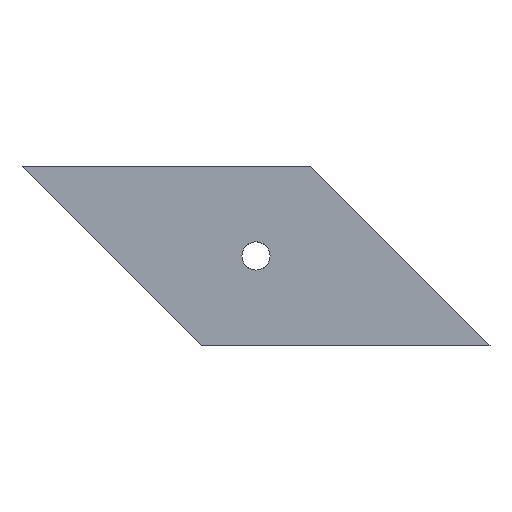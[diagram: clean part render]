
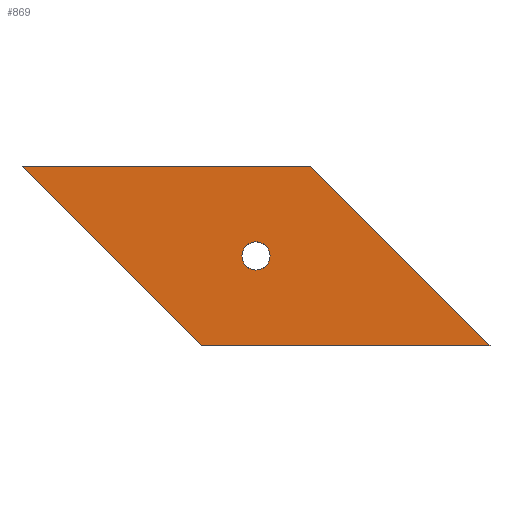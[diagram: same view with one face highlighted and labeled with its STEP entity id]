
A CAD part, top view. The second image highlights one B-rep face of the part: STEP entity #869.
In plain terms, the highlighted planar face has unit normal (0, 0, 1).
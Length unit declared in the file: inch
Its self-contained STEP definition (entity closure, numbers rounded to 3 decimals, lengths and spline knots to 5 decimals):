
#15=FACE_BOUND('',#117,.T.);
#24=CIRCLE('',#914,0.5);
#74=FACE_OUTER_BOUND('',#116,.T.);
#116=EDGE_LOOP('',(#786,#787,#788,#789));
#117=EDGE_LOOP('',(#790));
#193=LINE('',#1339,#304);
#224=LINE('',#1398,#335);
#226=LINE('',#1402,#337);
#228=LINE('',#1405,#339);
#304=VECTOR('',#1089,0.3937);
#335=VECTOR('',#1148,0.3937);
#337=VECTOR('',#1152,0.3937);
#339=VECTOR('',#1156,0.3937);
#396=VERTEX_POINT('',#1310);
#405=VERTEX_POINT('',#1336);
#406=VERTEX_POINT('',#1338);
#420=VERTEX_POINT('',#1397);
#421=VERTEX_POINT('',#1401);
#494=EDGE_CURVE('',#396,#396,#24,.T.);
#509=EDGE_CURVE('',#406,#405,#193,.T.);
#540=EDGE_CURVE('',#420,#406,#224,.T.);
#542=EDGE_CURVE('',#421,#420,#226,.T.);
#544=EDGE_CURVE('',#405,#421,#228,.T.);
#786=ORIENTED_EDGE('',*,*,#509,.T.);
#787=ORIENTED_EDGE('',*,*,#544,.T.);
#788=ORIENTED_EDGE('',*,*,#542,.T.);
#789=ORIENTED_EDGE('',*,*,#540,.T.);
#790=ORIENTED_EDGE('',*,*,#494,.T.);
#827=PLANE('',#937);
#869=ADVANCED_FACE('',(#74,#15),#827,.T.);
#914=AXIS2_PLACEMENT_3D('',#1311,#1064,#1065);
#937=AXIS2_PLACEMENT_3D('',#1406,#1157,#1158);
#1064=DIRECTION('center_axis',(0.,0.,-1.));
#1065=DIRECTION('ref_axis',(1.,0.,0.));
#1089=DIRECTION('',(-1.,0.,0.));
#1148=DIRECTION('',(-0.707,0.707,0.));
#1152=DIRECTION('',(1.,0.,0.));
#1156=DIRECTION('',(0.707,-0.707,0.));
#1157=DIRECTION('center_axis',(0.,0.,1.));
#1158=DIRECTION('ref_axis',(1.,0.,0.));
#1310=CARTESIAN_POINT('',(-8.80698,3.18198,1.));
#1311=CARTESIAN_POINT('Origin',(-8.30698,3.18198,1.));
#1336=CARTESIAN_POINT('',(-16.61396,6.36396,1.));
#1338=CARTESIAN_POINT('',(-6.36396,6.36396,1.));
#1339=CARTESIAN_POINT('',(-16.61396,6.36396,1.));
#1397=CARTESIAN_POINT('',(0.,0.,1.));
#1398=CARTESIAN_POINT('',(-6.36396,6.36396,1.));
#1401=CARTESIAN_POINT('',(-10.25,0.,1.));
#1402=CARTESIAN_POINT('',(0.,0.,1.));
#1405=CARTESIAN_POINT('',(-10.25,0.,1.));
#1406=CARTESIAN_POINT('Origin',(-8.30698,3.18198,1.));
